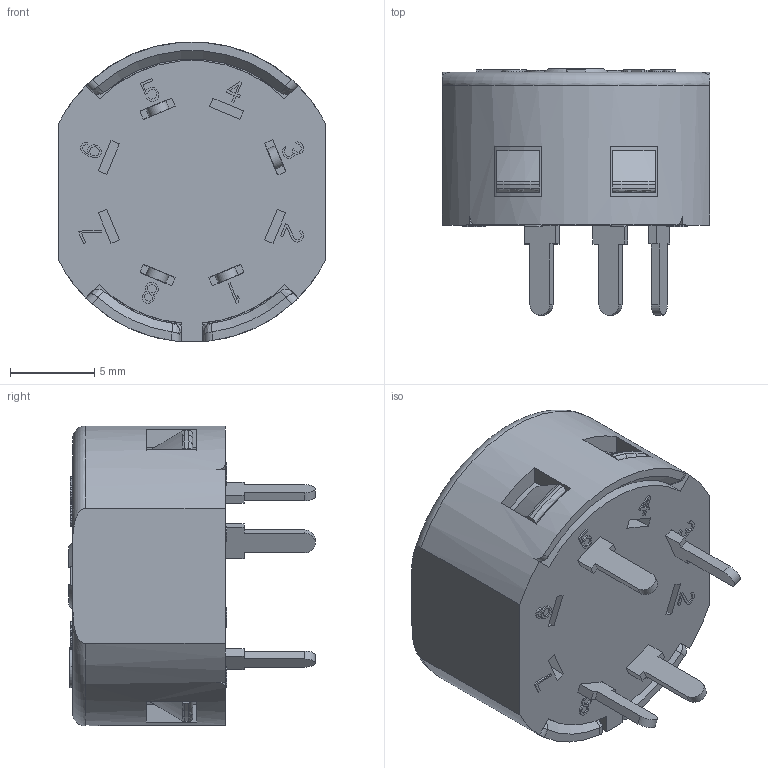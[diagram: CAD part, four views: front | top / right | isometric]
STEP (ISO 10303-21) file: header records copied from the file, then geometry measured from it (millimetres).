
FILE_DESCRIPTION( ( 'STEP AP214' ), '1' );
FILE_NAME( 'FA0515RN02Q.stp', '2019-04-30T11:05:05', ( '' ), ( '' ), ' ', 'PARTsolutions', ' ' );
FILE_SCHEMA( ( 'AUTOMOTIVE_DESIGN { 1 0 10303 214 1 1 1 1 }' ) );
Length unit declared in the file: inch
Products named in the file (5): FA0515RN02Q; 1
Assembly tree (4 placements, depth 2):
  FA0515RN02Q
    1
    1
    1
    1
Bounding box: 15.88 x 14.61 x 17.76 mm (x, y, z)
Volume: 10.8 mm3; surface area: 2190 mm2
Topology: 3 solids, 845 shells, 858 faces, 4902 edges, 4889 vertices
Faces by surface type: plane 752, cylinder 77, bspline 10, torus 10, cone 9
Full cylindrical faces by diameter (mm): 1.448 x1, 1.575 x1, 4.14 x1, 13.843 x1
Entity records: 48111 total; most frequent: CARTESIAN_POINT 12924, DIRECTION 6513, ORIENTED_EDGE 4923, EDGE_CURVE 4894, VERTEX_POINT 4885, LINE 4373, VECTOR 4373, AXIS2_PLACEMENT_3D 1070
